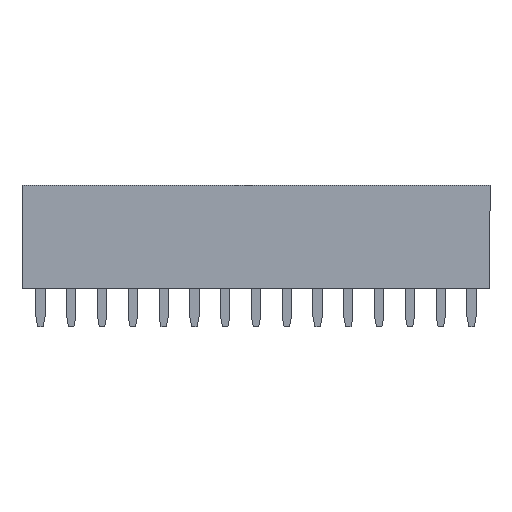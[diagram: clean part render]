
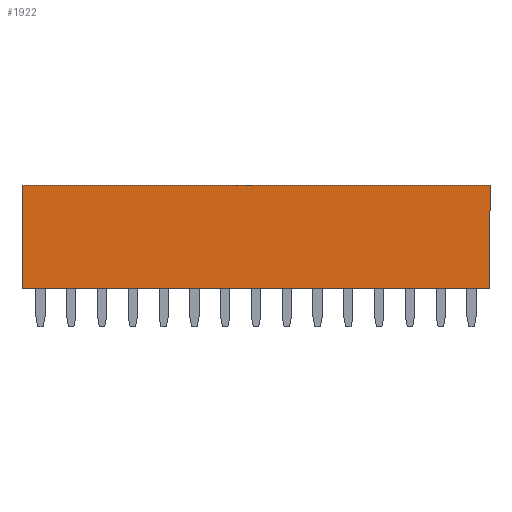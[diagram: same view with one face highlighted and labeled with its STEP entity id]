
A CAD part, top view. The second image highlights one B-rep face of the part: STEP entity #1922.
In plain terms, the highlighted planar face has unit normal (0, 0, 1).
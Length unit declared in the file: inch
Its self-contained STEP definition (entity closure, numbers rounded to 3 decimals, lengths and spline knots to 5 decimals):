
#313 = EDGE_CURVE ( 'NONE', #702, #715, #981, .T. ) ;
#387 = ORIENTED_EDGE ( 'NONE', *, *, #12782, .T. ) ;
#416 = CARTESIAN_POINT ( 'NONE',  ( 0.76, 0., 0.05 ) ) ;
#425 = VECTOR ( 'NONE', #603, 39.37008 ) ;
#426 = VERTEX_POINT ( 'NONE', #416 ) ;
#454 = AXIS2_PLACEMENT_3D ( 'NONE', #12385, #6203, #8129 ) ;
#603 = DIRECTION ( 'NONE',  ( 0., -1., 0. ) ) ;
#702 = VERTEX_POINT ( 'NONE', #12499 ) ;
#715 = VERTEX_POINT ( 'NONE', #12456 ) ;
#981 = LINE ( 'NONE', #4250, #10148 ) ;
#1015 = VERTEX_POINT ( 'NONE', #6777 ) ;
#1922 = ADVANCED_FACE ( 'NONE', ( #8167 ), #5154, .F. ) ;
#2019 = CARTESIAN_POINT ( 'NONE',  ( -0.76, 0., 0.05 ) ) ;
#2376 = ORIENTED_EDGE ( 'NONE', *, *, #2865, .F. ) ;
#2865 = EDGE_CURVE ( 'NONE', #715, #426, #8838, .T. ) ;
#3525 = ORIENTED_EDGE ( 'NONE', *, *, #3830, .T. ) ;
#3830 = EDGE_CURVE ( 'NONE', #1015, #426, #10928, .T. ) ;
#4250 = CARTESIAN_POINT ( 'NONE',  ( 0.76, 0.335, 0.05 ) ) ;
#5086 = VECTOR ( 'NONE', #8476, 39.37008 ) ;
#5154 = PLANE ( 'NONE',  #454 ) ;
#6203 = DIRECTION ( 'NONE',  ( 0., 0., -1. ) ) ;
#6777 = CARTESIAN_POINT ( 'NONE',  ( -0.76, 0., 0.05 ) ) ;
#7711 = CARTESIAN_POINT ( 'NONE',  ( -0.76, 0.335, 0.05 ) ) ;
#8129 = DIRECTION ( 'NONE',  ( -1., 0., 0. ) ) ;
#8167 = FACE_OUTER_BOUND ( 'NONE', #10622, .T. ) ;
#8271 = LINE ( 'NONE', #7711, #425 ) ;
#8358 = ORIENTED_EDGE ( 'NONE', *, *, #313, .F. ) ;
#8476 = DIRECTION ( 'NONE',  ( 1., 0., 0. ) ) ;
#8838 = LINE ( 'NONE', #11102, #11277 ) ;
#10148 = VECTOR ( 'NONE', #11350, 39.37008 ) ;
#10622 = EDGE_LOOP ( 'NONE', ( #2376, #8358, #387, #3525 ) ) ;
#10928 = LINE ( 'NONE', #2019, #5086 ) ;
#11102 = CARTESIAN_POINT ( 'NONE',  ( 0.76, 0.335, 0.05 ) ) ;
#11277 = VECTOR ( 'NONE', #12091, 39.37008 ) ;
#11350 = DIRECTION ( 'NONE',  ( 1., 0., 0. ) ) ;
#12091 = DIRECTION ( 'NONE',  ( 0., -1., 0. ) ) ;
#12385 = CARTESIAN_POINT ( 'NONE',  ( -0.76, 0.335, 0.05 ) ) ;
#12456 = CARTESIAN_POINT ( 'NONE',  ( 0.76, 0.335, 0.05 ) ) ;
#12499 = CARTESIAN_POINT ( 'NONE',  ( -0.76, 0.335, 0.05 ) ) ;
#12782 = EDGE_CURVE ( 'NONE', #702, #1015, #8271, .T. ) ;
